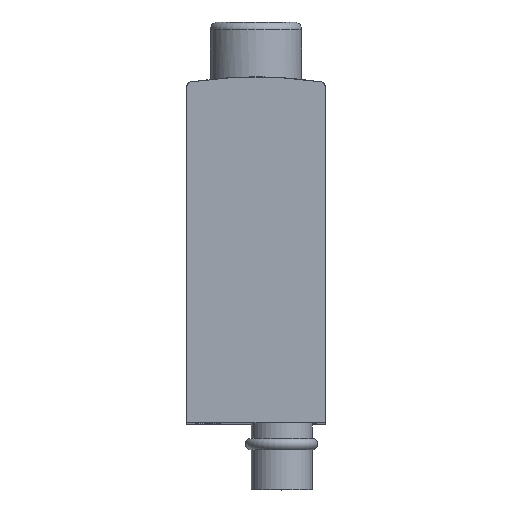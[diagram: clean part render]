
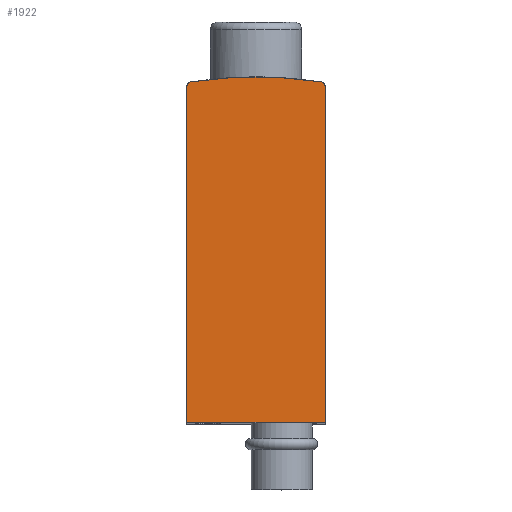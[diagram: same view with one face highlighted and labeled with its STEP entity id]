
A CAD part, top view. The second image highlights one B-rep face of the part: STEP entity #1922.
In plain terms, the highlighted planar face has unit normal (0, 0, 1).
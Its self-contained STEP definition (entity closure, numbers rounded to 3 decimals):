
#40=PLANE('',#2043);
#97=LINE('',#2692,#211);
#115=LINE('',#2763,#229);
#117=LINE('',#2766,#231);
#211=VECTOR('',#2214,1000.);
#229=VECTOR('',#2302,1000.);
#231=VECTOR('',#2306,1000.);
#467=ORIENTED_EDGE('',*,*,#761,.T.);
#468=ORIENTED_EDGE('',*,*,#764,.T.);
#469=ORIENTED_EDGE('',*,*,#731,.T.);
#470=ORIENTED_EDGE('',*,*,#766,.T.);
#471=ORIENTED_EDGE('',*,*,#769,.T.);
#472=ORIENTED_EDGE('',*,*,#682,.T.);
#682=EDGE_CURVE('',#874,#875,#1005,.T.);
#731=EDGE_CURVE('',#910,#913,#97,.T.);
#761=EDGE_CURVE('',#875,#930,#1036,.T.);
#764=EDGE_CURVE('',#930,#910,#115,.T.);
#766=EDGE_CURVE('',#913,#932,#117,.T.);
#769=EDGE_CURVE('',#932,#874,#1038,.T.);
#874=VERTEX_POINT('',#2560);
#875=VERTEX_POINT('',#2561);
#910=VERTEX_POINT('',#2684);
#913=VERTEX_POINT('',#2691);
#930=VERTEX_POINT('',#2758);
#932=VERTEX_POINT('',#2767);
#1005=CIRCLE('',#1977,55.3);
#1036=CIRCLE('',#2035,0.5);
#1038=CIRCLE('',#2040,0.5);
#1120=EDGE_LOOP('',(#467,#468,#469,#470,#471,#472));
#1223=FACE_BOUND('',#1120,.T.);
#1922=ADVANCED_FACE('',(#1223),#40,.T.);
#1977=AXIS2_PLACEMENT_3D('',#2559,#2135,#2136);
#2035=AXIS2_PLACEMENT_3D('',#2757,#2295,#2296);
#2040=AXIS2_PLACEMENT_3D('',#2772,#2311,#2312);
#2043=AXIS2_PLACEMENT_3D('',#2775,#2317,#2318);
#2135=DIRECTION('',(0.,0.,1.));
#2136=DIRECTION('',(1.,0.,0.));
#2214=DIRECTION('',(1.,0.,0.));
#2295=DIRECTION('',(0.,0.,1.));
#2296=DIRECTION('',(1.,0.,0.));
#2302=DIRECTION('',(0.,-1.,0.));
#2306=DIRECTION('',(0.,1.,0.));
#2311=DIRECTION('',(0.,0.,1.));
#2312=DIRECTION('',(1.,0.,0.));
#2317=DIRECTION('',(0.,0.,1.));
#2318=DIRECTION('',(1.,0.,0.));
#2559=CARTESIAN_POINT('',(0.,-10.,92.));
#2560=CARTESIAN_POINT('',(8.628,44.623,92.));
#2561=CARTESIAN_POINT('',(-8.628,44.623,92.));
#2684=CARTESIAN_POINT('',(-9.05,0.,92.));
#2691=CARTESIAN_POINT('',(9.05,0.,92.));
#2692=CARTESIAN_POINT('',(-9.05,0.,92.));
#2757=CARTESIAN_POINT('',(-8.55,44.129,92.));
#2758=CARTESIAN_POINT('',(-9.05,44.129,92.));
#2763=CARTESIAN_POINT('',(-9.05,44.129,92.));
#2766=CARTESIAN_POINT('',(9.05,0.,92.));
#2767=CARTESIAN_POINT('',(9.05,44.129,92.));
#2772=CARTESIAN_POINT('',(8.55,44.129,92.));
#2775=CARTESIAN_POINT('',(-8.55,44.129,92.));
